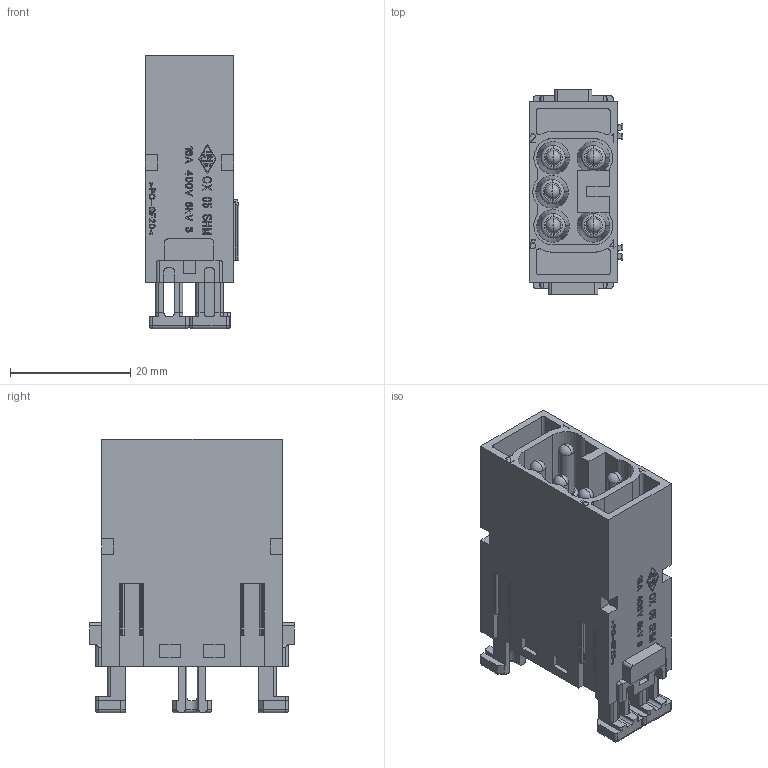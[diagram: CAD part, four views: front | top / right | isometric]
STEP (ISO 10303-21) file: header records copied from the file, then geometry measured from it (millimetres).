
FILE_DESCRIPTION(('Creo Elements/Direct Modeling STEP Export'),'2;1');
FILE_NAME('0lndqdl5954j3a64596','2021-02-10T 9:12:26',(''),(''),'Creo Elements/Direct Modeling STEP processor for AP214 (Solid Model)','Creo Elements/Direct Modeling 20.1B 02-Apr-2019 (C) Parametric Technology GmbH','');
FILE_SCHEMA(('AUTOMOTIVE_DESIGN { 1 0 10303 214 1 1 1 1 }'));
Products named in the file (2): CX_05_SHM
Assembly tree (1 placements, depth 2):
  CX_05_SHM
    CX_05_SHM
Bounding box: 15.6 x 34 x 45.4 mm (x, y, z)
Volume: 12469.2 mm3; surface area: 8923.3 mm2
Topology: 1 solids, 1 shells, 1977 faces, 5657 edges, 3740 vertices
Faces by surface type: plane 1724, cylinder 198, torus 25, cone 20, sphere 10
Entity records: 72154 total; most frequent: CARTESIAN_POINT 15037, ORIENTED_EDGE 11294, DIRECTION 9726, EDGE_CURVE 5647, VECTOR 5098, LINE 5098, VERTEX_POINT 3740, AXIS2_PLACEMENT_3D 2314
